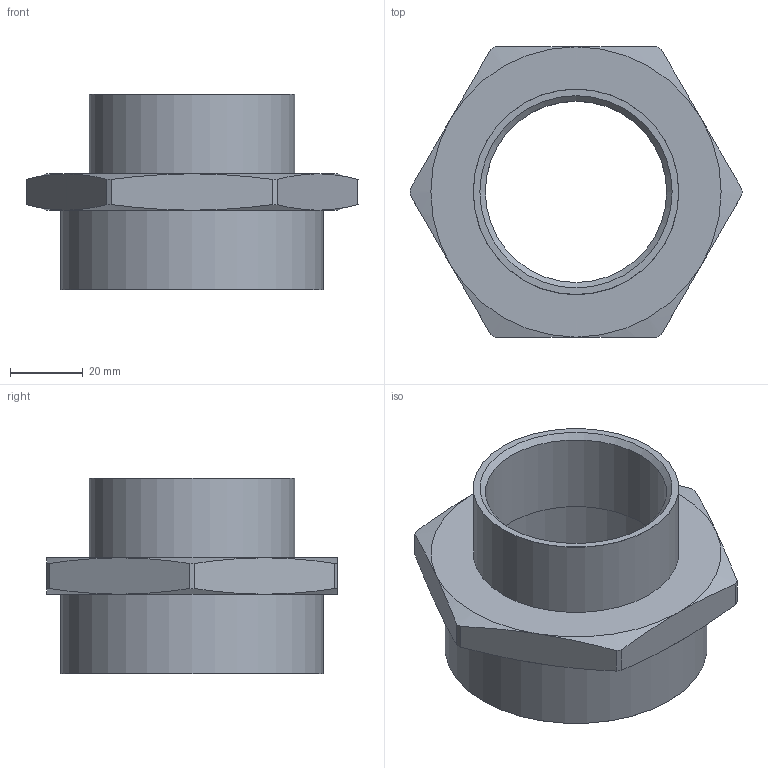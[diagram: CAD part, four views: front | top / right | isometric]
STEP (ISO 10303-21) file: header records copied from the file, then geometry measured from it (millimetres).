
FILE_DESCRIPTION(( 'RA.12.02.112L.STP' ), '1');
FILE_NAME( 'RA.12.02.112L.STP', '2018-10-05T16:03:21',( 'Sopra'),('sopra-pneumatic.com'), 'SwSTEP 2.0','SolidWorks 2009','' );
FILE_SCHEMA (('AUTOMOTIVE_DESIGN { 1 0 10303 214 1 1 1 1 }'));
Length unit declared in the file: millimetre
Bounding box: 91.5 x 80 x 54 mm (x, y, z)
Volume: 54815.2 mm3; surface area: 27762.6 mm2
Topology: 1 solids, 1 shells, 37 faces, 97 edges, 64 vertices
Faces by surface type: cone 17, plane 10, cylinder 10
Full cylindrical faces by diameter (mm): 50 x1, 56.656 x1, 65 x1, 72.226 x1
Entity records: 1968 total; most frequent: DIRECTION 230, CARTESIAN_POINT 181, PRESENTATION_STYLE_ASSIGNMENT 169, COLOUR_RGB 169, DRAUGHTING_PRE_DEFINED_CURVE_FONT 168, CURVE_STYLE 168, OVER_RIDING_STYLED_ITEM 168, ORIENTED_EDGE 168
